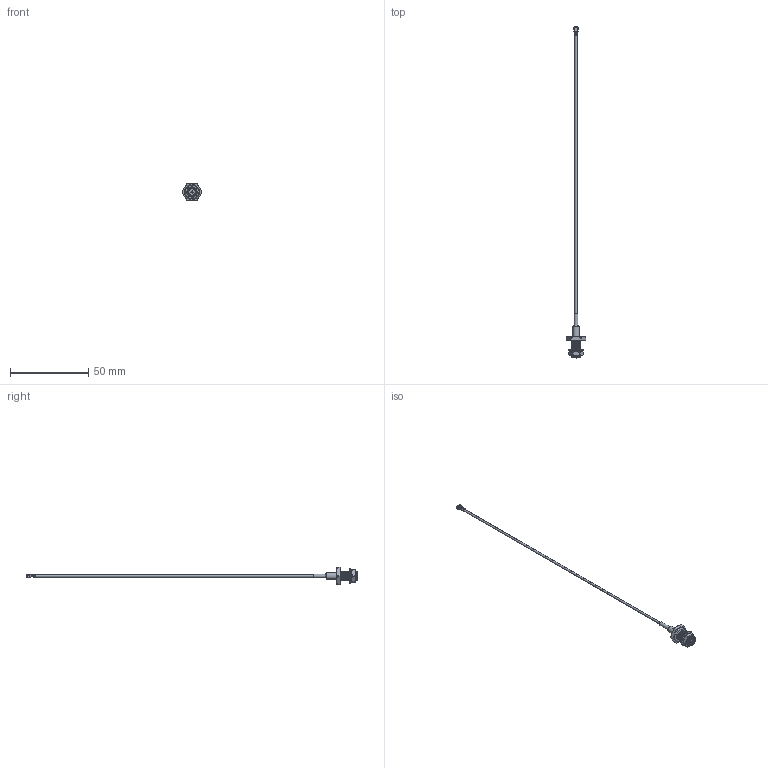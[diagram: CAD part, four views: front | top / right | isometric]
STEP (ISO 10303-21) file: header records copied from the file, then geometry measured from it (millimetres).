
FILE_DESCRIPTION(/* description */ ('Unknown'),/* implementation_level */ '2;1');
FILE_NAME(/* name */ '63620811xxxx',/* time_stamp */ '2020-08-24T16:11:15+02:00',/* author */ ('Unknown'),/* organization */ ('Unknown'),/* preprocessor_version */ 'ST-DEVELOPER v16.7',/* originating_system */ 'DEX',/* authorisation */ $);
FILE_SCHEMA (('TECHNICAL_DATA_PACKAGING','AUTOMOTIVE_DESIGN {1 0 10303 214 3 1 1}'));
Length unit declared in the file: millimetre
Products named in the file (18): 636208110200; 1.37 O.D. Micro-cable - Gray; 60326521112320; 60326521112x20_ConnectorBody; 60326421110420_Insulator; 6032642111xx20_Washer; 60326421102320_Insulator2; 60326421110420_CenterPin; 60326421102320_Ferrule; 6032642111xx20_Nut; 60326521112x20_Gasket; 636199229999; 636199229999_bend; 636199229999_Shell_bend; 636199229999_Shell_embout; Cover_bend; 63619x229999_contact; 6xx26421102320_Insulator
Assembly tree (17 placements, depth 4):
  636208110200
    1.37 O.D. Micro-cable - Gray
    60326521112320
      60326521112x20_ConnectorBody
      60326421110420_Insulator
      6032642111xx20_Washer
      60326421102320_Insulator2
      60326421110420_CenterPin
      60326421102320_Ferrule
      6032642111xx20_Nut
      60326521112x20_Gasket
    636199229999
      636199229999_bend
        636199229999_Shell_bend
        636199229999_Shell_embout
      Cover_bend
      63619x229999_contact
    6xx26421102320_Insulator
Bounding box: 12.6 x 212.74 x 11 mm (x, y, z)
Volume: 963.7 mm3; surface area: 5825.4 mm2
Topology: 18 solids, 18 shells, 1338 faces, 3190 edges, 1825 vertices
Faces by surface type: cylinder 508, plane 385, torus 216, bspline 129, sphere 56, cone 44
Full cylindrical faces by diameter (mm): 0.2 x1, 0.306 x2, 0.4 x1, 0.6 x1, 0.9 x2, 0.92 x1, 1.05 x1, 1.13 x2, 1.25 x1, 1.27 x2, 1.3 x1, 1.37 x2, 1.6 x1, 1.7 x2, 2.2 x3, 2.25 x1, 2.3 x1, 2.37 x1, 3 x3, 4 x1, 4.1 x2, 4.65 x1, 5.34 x1, 6.24 x1, 9.8 x1, 10.2 x1
Entity records: 47215 total; most frequent: CARTESIAN_POINT 17253, DIRECTION 6361, ORIENTED_EDGE 6038, EDGE_CURVE 3019, AXIS2_PLACEMENT_3D 2545, VERTEX_POINT 1799, FACE_BOUND 1444, EDGE_LOOP 1443
